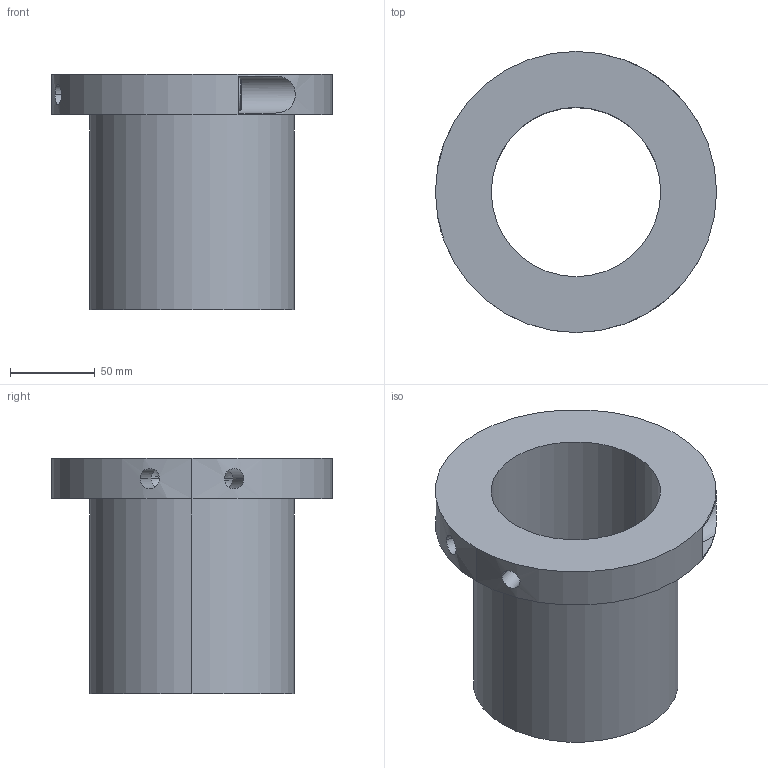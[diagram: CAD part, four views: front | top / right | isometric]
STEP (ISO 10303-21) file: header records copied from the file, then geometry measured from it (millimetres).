
FILE_DESCRIPTION (( 'STEP AP203' ), '1' );
FILE_NAME ('ETP-Express-100.step', '2007-12-03T12:54:37', ( 'Gustaf Hederström' ), ( 'Cevican AB' ), 'SwSTEP 2.0', 'SolidWorks 2002308', '' );
FILE_SCHEMA (( 'CONFIG_CONTROL_DESIGN' ));
Length unit declared in the file: millimetre
Products named in the file (3): ETP-Express-100; ETP-Express_ETP-Express-100; Screw-DIN-915_Screw-DIN-915-M20
Assembly tree (3 placements, depth 2):
  ETP-Express-100
    ETP-Express_ETP-Express-100
    Screw-DIN-915_Screw-DIN-915-M20  x2
Bounding box: 166 x 166 x 139 mm (x, y, z)
Volume: 714074.3 mm3; surface area: 139880.6 mm2
Topology: 3 solids, 3 shells, 69 faces, 148 edges, 90 vertices
Faces by surface type: plane 29, cylinder 24, cone 16
Entity records: 1929 total; most frequent: CARTESIAN_POINT 496, DIRECTION 252, ORIENTED_EDGE 208, EDGE_CURVE 104, AXIS2_PLACEMENT_3D 98, VERTEX_POINT 66, EDGE_LOOP 60, LINE 56
